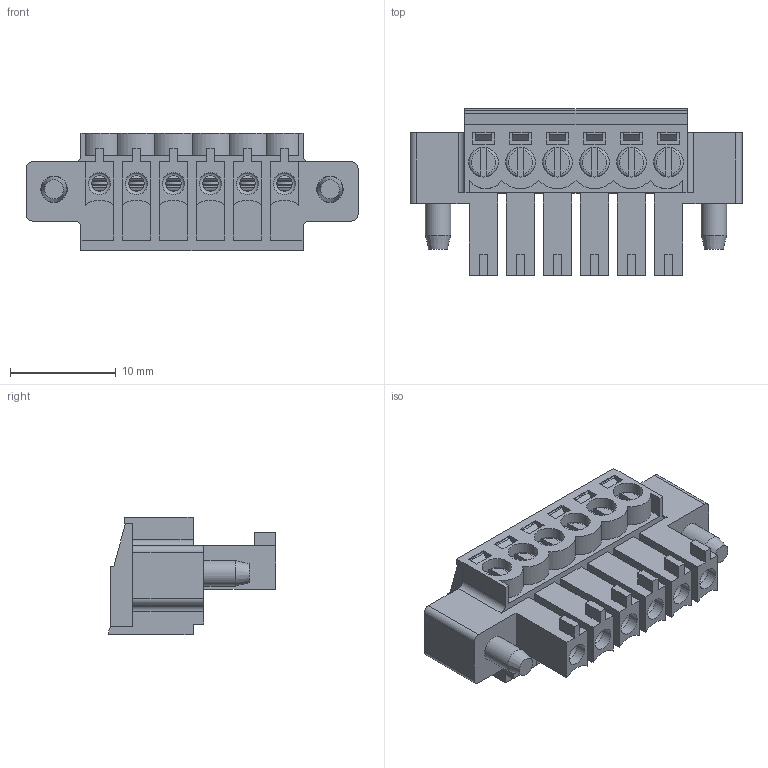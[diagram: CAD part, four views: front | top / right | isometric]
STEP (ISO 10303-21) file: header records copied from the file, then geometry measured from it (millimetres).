
FILE_DESCRIPTION( ( 'Unknown' ), '1' );
FILE_NAME( '691364100006.stp', 'Unknown', ( 'Unknown' ), ( 'Unknown' ), 'PSStep 15.0.49', 'Unknown', ' ' );
FILE_SCHEMA( ( 'AUTOMOTIVE_DESIGN { 1 0 10303 214 1 1 1 1 }' ) );
Length unit declared in the file: millimetre
Products named in the file (7): Assem1; 691364100006_M; 6913641000xx_CAGE; 6913641000xx_VIS; 6913641000xx_PIN; 6913641000xx_VIS Flange; 691364100006
Assembly tree (22 placements, depth 2):
  Assem1
    691364100006_M
    6913641000xx_CAGE  x6
    6913641000xx_VIS  x6
    6913641000xx_PIN  x6
    6913641000xx_VIS Flange  x2
    691364100006
Bounding box: 31.4 x 15.8 x 11.1 mm (x, y, z)
Volume: 1873.1 mm3; surface area: 5814.4 mm2
Topology: 22 solids, 22 shells, 964 faces, 2591 edges, 1703 vertices
Faces by surface type: plane 748, cylinder 178, torus 30, cone 8
Full cylindrical faces by diameter (mm): 1.5 x6, 1.9 x18, 2.1 x6, 2.4 x2, 2.5 x2, 2.8 x12, 3.75 x2, 4 x2
Entity records: 21884 total; most frequent: CARTESIAN_POINT 3067, ORIENTED_EDGE 2918, DIRECTION 2776, EDGE_CURVE 1459, LINE 1292, VECTOR 1292, VERTEX_POINT 985, AXIS2_PLACEMENT_3D 742
